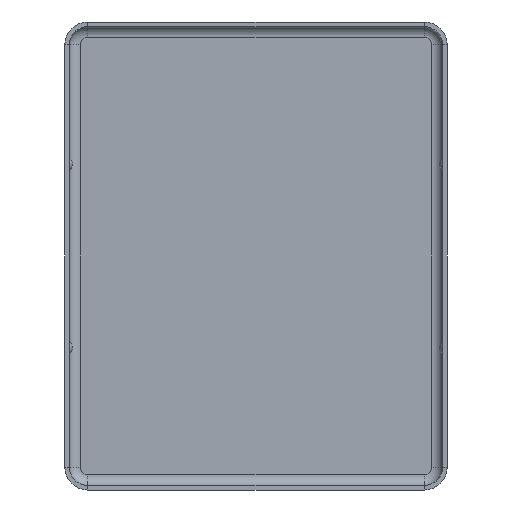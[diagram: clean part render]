
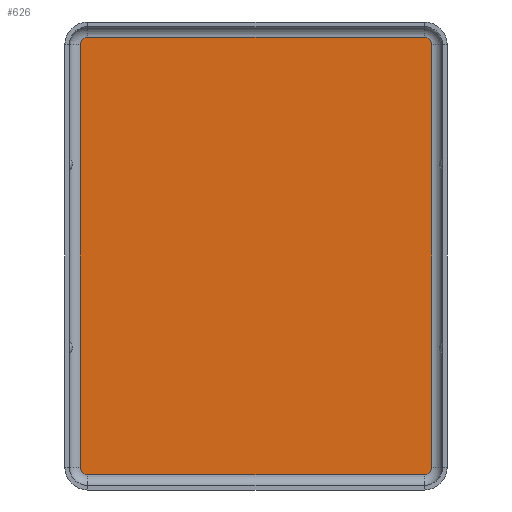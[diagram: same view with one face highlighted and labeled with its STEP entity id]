
A CAD part, front view. The second image highlights one B-rep face of the part: STEP entity #626.
In plain terms, the highlighted planar face has unit normal (0, -1, 0).
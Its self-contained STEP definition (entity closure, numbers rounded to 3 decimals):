
#29 = AXIS2_PLACEMENT_3D ( 'NONE', #1234, #90, #1220 ) ;
#46 = EDGE_CURVE ( 'NONE', #1062, #312, #1495, .T. ) ;
#47 = CARTESIAN_POINT ( 'NONE',  ( -11., 0., -14.3 ) ) ;
#54 = CIRCLE ( 'NONE', #29, 0.5 ) ;
#71 = ORIENTED_EDGE ( 'NONE', *, *, #1222, .T. ) ;
#90 = DIRECTION ( 'NONE',  ( 0., 1., 0. ) ) ;
#108 = AXIS2_PLACEMENT_3D ( 'NONE', #973, #241, #465 ) ;
#134 = CIRCLE ( 'NONE', #813, 0.5 ) ;
#136 = DIRECTION ( 'NONE',  ( 0., 0., -1. ) ) ;
#218 = DIRECTION ( 'NONE',  ( 0., 1., 0. ) ) ;
#219 = VECTOR ( 'NONE', #1579, 1000. ) ;
#235 = CIRCLE ( 'NONE', #1527, 0.5 ) ;
#241 = DIRECTION ( 'NONE',  ( 0., -1., 0. ) ) ;
#255 = ORIENTED_EDGE ( 'NONE', *, *, #694, .T. ) ;
#262 = DIRECTION ( 'NONE',  ( 0., 0., -1. ) ) ;
#312 = VERTEX_POINT ( 'NONE', #47 ) ;
#338 = EDGE_CURVE ( 'NONE', #1022, #312, #134, .T. ) ;
#340 = CARTESIAN_POINT ( 'NONE',  ( -11., 0., 14.3 ) ) ;
#386 = VERTEX_POINT ( 'NONE', #1323 ) ;
#387 = FACE_OUTER_BOUND ( 'NONE', #1412, .T. ) ;
#404 = ORIENTED_EDGE ( 'NONE', *, *, #46, .F. ) ;
#427 = CARTESIAN_POINT ( 'NONE',  ( 11., 0., 14.3 ) ) ;
#429 = CARTESIAN_POINT ( 'NONE',  ( -11.5, 0., 13.8 ) ) ;
#431 = CARTESIAN_POINT ( 'NONE',  ( -11., 0., -13.8 ) ) ;
#465 = DIRECTION ( 'NONE',  ( 0., 0., -1. ) ) ;
#523 = ORIENTED_EDGE ( 'NONE', *, *, #677, .T. ) ;
#580 = EDGE_CURVE ( 'NONE', #1518, #1041, #54, .T. ) ;
#615 = CARTESIAN_POINT ( 'NONE',  ( 11.5, 0., -13.8 ) ) ;
#626 = ADVANCED_FACE ( 'NONE', ( #387 ), #985, .T. ) ;
#639 = VERTEX_POINT ( 'NONE', #1346 ) ;
#677 = EDGE_CURVE ( 'NONE', #639, #386, #235, .T. ) ;
#694 = EDGE_CURVE ( 'NONE', #1518, #1022, #1556, .T. ) ;
#703 = ORIENTED_EDGE ( 'NONE', *, *, #1021, .F. ) ;
#724 = LINE ( 'NONE', #947, #219 ) ;
#750 = DIRECTION ( 'NONE',  ( -1., 0., 0. ) ) ;
#767 = CARTESIAN_POINT ( 'NONE',  ( 11., 0., -14.3 ) ) ;
#785 = EDGE_CURVE ( 'NONE', #639, #1108, #724, .T. ) ;
#805 = ORIENTED_EDGE ( 'NONE', *, *, #338, .T. ) ;
#813 = AXIS2_PLACEMENT_3D ( 'NONE', #431, #1314, #832 ) ;
#832 = DIRECTION ( 'NONE',  ( 0., 0., 1. ) ) ;
#845 = LINE ( 'NONE', #427, #1052 ) ;
#867 = DIRECTION ( 'NONE',  ( 0., -1., 0. ) ) ;
#870 = ORIENTED_EDGE ( 'NONE', *, *, #785, .F. ) ;
#899 = CIRCLE ( 'NONE', #1618, 0.5 ) ;
#947 = CARTESIAN_POINT ( 'NONE',  ( 11.5, 0., 0. ) ) ;
#973 = CARTESIAN_POINT ( 'NONE',  ( 11., 0., -13.8 ) ) ;
#985 = PLANE ( 'NONE',  #108 ) ;
#1000 = CARTESIAN_POINT ( 'NONE',  ( -11.5, 0., 0. ) ) ;
#1021 = EDGE_CURVE ( 'NONE', #1108, #1062, #899, .T. ) ;
#1022 = VERTEX_POINT ( 'NONE', #1205 ) ;
#1041 = VERTEX_POINT ( 'NONE', #340 ) ;
#1052 = VECTOR ( 'NONE', #1437, 1000. ) ;
#1062 = VERTEX_POINT ( 'NONE', #1362 ) ;
#1107 = ORIENTED_EDGE ( 'NONE', *, *, #580, .F. ) ;
#1108 = VERTEX_POINT ( 'NONE', #615 ) ;
#1144 = VECTOR ( 'NONE', #750, 1000. ) ;
#1205 = CARTESIAN_POINT ( 'NONE',  ( -11.5, 0., -13.8 ) ) ;
#1214 = VECTOR ( 'NONE', #136, 1000. ) ;
#1217 = DIRECTION ( 'NONE',  ( 0., 0., 1. ) ) ;
#1220 = DIRECTION ( 'NONE',  ( 0., 0., -1. ) ) ;
#1222 = EDGE_CURVE ( 'NONE', #386, #1041, #845, .T. ) ;
#1234 = CARTESIAN_POINT ( 'NONE',  ( -11., 0., 13.8 ) ) ;
#1255 = CARTESIAN_POINT ( 'NONE',  ( 11., 0., 13.8 ) ) ;
#1314 = DIRECTION ( 'NONE',  ( 0., -1., 0. ) ) ;
#1323 = CARTESIAN_POINT ( 'NONE',  ( 11., 0., 14.3 ) ) ;
#1346 = CARTESIAN_POINT ( 'NONE',  ( 11.5, 0., 13.8 ) ) ;
#1351 = CARTESIAN_POINT ( 'NONE',  ( 11., 0., -13.8 ) ) ;
#1362 = CARTESIAN_POINT ( 'NONE',  ( 11., 0., -14.3 ) ) ;
#1412 = EDGE_LOOP ( 'NONE', ( #404, #703, #870, #523, #71, #1107, #255, #805 ) ) ;
#1437 = DIRECTION ( 'NONE',  ( -1., 0., 0. ) ) ;
#1495 = LINE ( 'NONE', #767, #1144 ) ;
#1518 = VERTEX_POINT ( 'NONE', #429 ) ;
#1527 = AXIS2_PLACEMENT_3D ( 'NONE', #1255, #867, #262 ) ;
#1556 = LINE ( 'NONE', #1000, #1214 ) ;
#1579 = DIRECTION ( 'NONE',  ( 0., 0., -1. ) ) ;
#1618 = AXIS2_PLACEMENT_3D ( 'NONE', #1351, #218, #1217 ) ;
